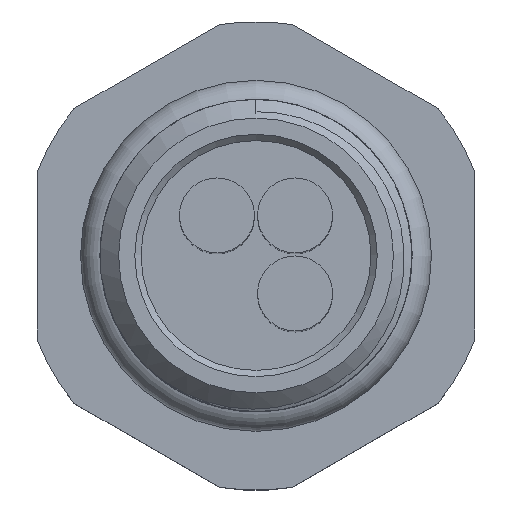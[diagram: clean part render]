
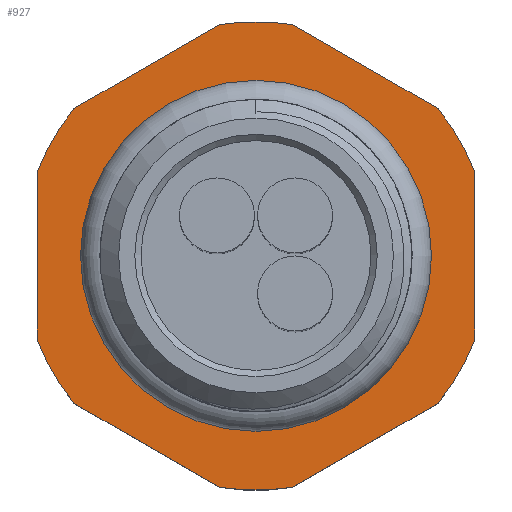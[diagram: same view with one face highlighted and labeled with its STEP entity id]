
A CAD part, top view. The second image highlights one B-rep face of the part: STEP entity #927.
In plain terms, the highlighted planar face has unit normal (0, 0, 1).
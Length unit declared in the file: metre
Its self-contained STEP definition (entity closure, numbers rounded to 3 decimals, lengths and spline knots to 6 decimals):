
#50=PLANE('',#1043);
#77=LINE('',#2478,#119);
#81=LINE('',#2487,#123);
#85=LINE('',#2496,#127);
#89=LINE('',#2505,#131);
#93=LINE('',#2514,#135);
#97=LINE('',#2523,#139);
#119=VECTOR('',#1241,1.);
#123=VECTOR('',#1247,1.);
#127=VECTOR('',#1253,1.);
#131=VECTOR('',#1259,1.);
#135=VECTOR('',#1265,1.);
#139=VECTOR('',#1271,1.);
#342=ORIENTED_EDGE('',*,*,#478,.F.);
#343=ORIENTED_EDGE('',*,*,#504,.F.);
#344=ORIENTED_EDGE('',*,*,#498,.F.);
#345=ORIENTED_EDGE('',*,*,#505,.F.);
#346=ORIENTED_EDGE('',*,*,#494,.F.);
#347=ORIENTED_EDGE('',*,*,#506,.F.);
#348=ORIENTED_EDGE('',*,*,#490,.F.);
#349=ORIENTED_EDGE('',*,*,#507,.F.);
#350=ORIENTED_EDGE('',*,*,#486,.F.);
#351=ORIENTED_EDGE('',*,*,#508,.F.);
#352=ORIENTED_EDGE('',*,*,#482,.F.);
#353=ORIENTED_EDGE('',*,*,#509,.F.);
#354=ORIENTED_EDGE('',*,*,#430,.T.);
#430=EDGE_CURVE('',#541,#541,#618,.T.);
#478=EDGE_CURVE('',#579,#576,#77,.T.);
#482=EDGE_CURVE('',#583,#580,#81,.T.);
#486=EDGE_CURVE('',#587,#584,#85,.T.);
#490=EDGE_CURVE('',#591,#588,#89,.T.);
#494=EDGE_CURVE('',#595,#592,#93,.T.);
#498=EDGE_CURVE('',#599,#596,#97,.T.);
#504=EDGE_CURVE('',#596,#579,#646,.T.);
#505=EDGE_CURVE('',#592,#599,#647,.T.);
#506=EDGE_CURVE('',#588,#595,#648,.T.);
#507=EDGE_CURVE('',#584,#591,#649,.T.);
#508=EDGE_CURVE('',#580,#587,#650,.T.);
#509=EDGE_CURVE('',#576,#583,#651,.T.);
#541=VERTEX_POINT('',#1896);
#576=VERTEX_POINT('',#2472);
#579=VERTEX_POINT('',#2477);
#580=VERTEX_POINT('',#2481);
#583=VERTEX_POINT('',#2486);
#584=VERTEX_POINT('',#2490);
#587=VERTEX_POINT('',#2495);
#588=VERTEX_POINT('',#2499);
#591=VERTEX_POINT('',#2504);
#592=VERTEX_POINT('',#2508);
#595=VERTEX_POINT('',#2513);
#596=VERTEX_POINT('',#2517);
#599=VERTEX_POINT('',#2522);
#618=CIRCLE('',#983,0.00249);
#646=CIRCLE('',#1044,0.00375);
#647=CIRCLE('',#1045,0.00375);
#648=CIRCLE('',#1046,0.00375);
#649=CIRCLE('',#1047,0.00375);
#650=CIRCLE('',#1048,0.00375);
#651=CIRCLE('',#1049,0.00375);
#738=EDGE_LOOP('',(#342,#343,#344,#345,#346,#347,#348,#349,#350,#351,#352,
#353));
#739=EDGE_LOOP('',(#354));
#834=FACE_BOUND('',#738,.T.);
#835=FACE_BOUND('',#739,.T.);
#927=ADVANCED_FACE('',(#834,#835),#50,.T.);
#983=AXIS2_PLACEMENT_3D('',#1895,#1134,#1135);
#1043=AXIS2_PLACEMENT_3D('',#2536,#1290,#1291);
#1044=AXIS2_PLACEMENT_3D('',#2537,#1292,#1293);
#1045=AXIS2_PLACEMENT_3D('',#2538,#1294,#1295);
#1046=AXIS2_PLACEMENT_3D('',#2539,#1296,#1297);
#1047=AXIS2_PLACEMENT_3D('',#2540,#1298,#1299);
#1048=AXIS2_PLACEMENT_3D('',#2541,#1300,#1301);
#1049=AXIS2_PLACEMENT_3D('',#2542,#1302,#1303);
#1134=DIRECTION('',(0.,0.,-1.));
#1135=DIRECTION('',(1.,0.,0.));
#1241=DIRECTION('',(0.866,0.5,0.));
#1247=DIRECTION('',(0.866,-0.5,0.));
#1253=DIRECTION('',(0.,-1.,0.));
#1259=DIRECTION('',(-0.866,-0.5,0.));
#1265=DIRECTION('',(-0.866,0.5,0.));
#1271=DIRECTION('',(0.,1.,0.));
#1290=DIRECTION('',(0.,0.,1.));
#1291=DIRECTION('',(0.,1.,0.));
#1292=DIRECTION('',(0.,0.,-1.));
#1293=DIRECTION('',(0.,1.,0.));
#1294=DIRECTION('',(0.,0.,-1.));
#1295=DIRECTION('',(0.,1.,0.));
#1296=DIRECTION('',(0.,0.,-1.));
#1297=DIRECTION('',(0.,1.,0.));
#1298=DIRECTION('',(0.,0.,-1.));
#1299=DIRECTION('',(0.,1.,0.));
#1300=DIRECTION('',(0.,0.,-1.));
#1301=DIRECTION('',(0.,1.,0.));
#1302=DIRECTION('',(0.,0.,-1.));
#1303=DIRECTION('',(0.,1.,0.));
#1895=CARTESIAN_POINT('',(0.,0.,0.0072));
#1896=CARTESIAN_POINT('',(0.00249,0.,0.0072));
#2472=CARTESIAN_POINT('',(-0.000584,0.003704,0.0072));
#2477=CARTESIAN_POINT('',(-0.002916,0.002358,0.0072));
#2478=CARTESIAN_POINT('',(-0.003915,0.001781,0.0072));
#2481=CARTESIAN_POINT('',(0.002916,0.002358,0.0072));
#2486=CARTESIAN_POINT('',(0.000584,0.003704,0.0072));
#2487=CARTESIAN_POINT('',(-0.000415,0.004281,0.0072));
#2490=CARTESIAN_POINT('',(0.0035,-0.001346,0.0072));
#2495=CARTESIAN_POINT('',(0.0035,0.001346,0.0072));
#2496=CARTESIAN_POINT('',(0.0035,0.0025,0.0072));
#2499=CARTESIAN_POINT('',(0.000584,-0.003704,0.0072));
#2504=CARTESIAN_POINT('',(0.002916,-0.002358,0.0072));
#2505=CARTESIAN_POINT('',(0.003915,-0.001781,0.0072));
#2508=CARTESIAN_POINT('',(-0.002916,-0.002358,0.0072));
#2513=CARTESIAN_POINT('',(-0.000584,-0.003704,0.0072));
#2514=CARTESIAN_POINT('',(0.000415,-0.004281,0.0072));
#2517=CARTESIAN_POINT('',(-0.0035,0.001346,0.0072));
#2522=CARTESIAN_POINT('',(-0.0035,-0.001346,0.0072));
#2523=CARTESIAN_POINT('',(-0.0035,-0.0025,0.0072));
#2536=CARTESIAN_POINT('',(0.,0.,0.0072));
#2537=CARTESIAN_POINT('',(0.,0.,0.0072));
#2538=CARTESIAN_POINT('',(0.,0.,0.0072));
#2539=CARTESIAN_POINT('',(0.,0.,0.0072));
#2540=CARTESIAN_POINT('',(0.,0.,0.0072));
#2541=CARTESIAN_POINT('',(0.,0.,0.0072));
#2542=CARTESIAN_POINT('',(0.,0.,0.0072));
